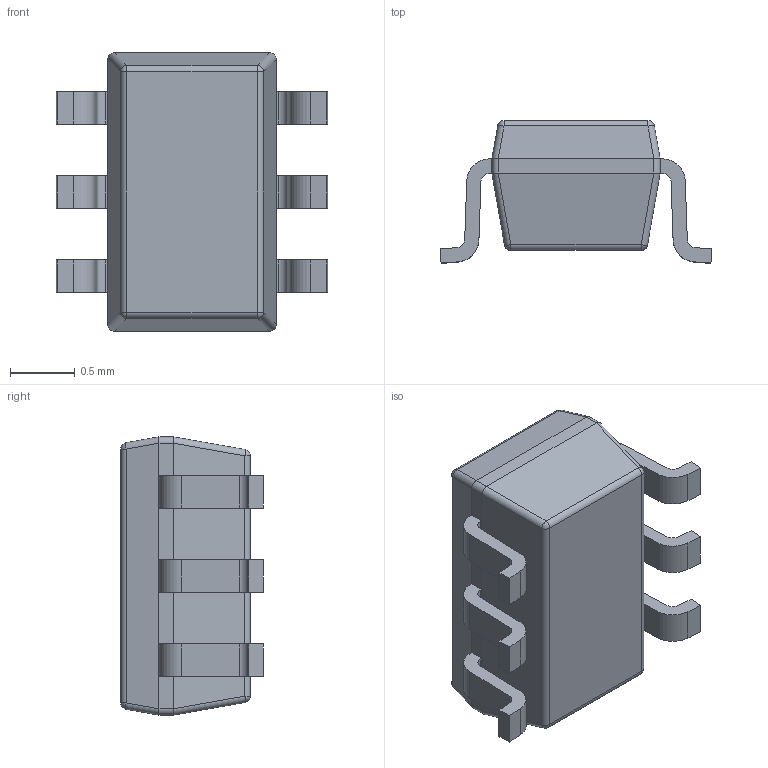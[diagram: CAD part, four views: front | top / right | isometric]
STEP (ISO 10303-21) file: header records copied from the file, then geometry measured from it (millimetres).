
FILE_DESCRIPTION (( 'STEP AP214' ), '1' );
FILE_NAME ('BAS21TWQ-7.STEP', '2023-02-08T11:21:51', ( '' ), ( '' ), 'SwSTEP 2.0', 'SolidWorks 2021', '' );
FILE_SCHEMA (( 'AUTOMOTIVE_DESIGN' ));
Length unit declared in the file: millimetre
Products named in the file (1): BAS21TWQ-7
Bounding box: 2.1 x 1.1 x 2.15 mm (x, y, z)
Volume: 2.7 mm3; surface area: 15.5 mm2
Topology: 7 solids, 7 shells, 126 faces, 320 edges, 200 vertices
Faces by surface type: plane 74, cylinder 44, sphere 8
Entity records: 3784 total; most frequent: CARTESIAN_POINT 711, ORIENTED_EDGE 624, DIRECTION 614, EDGE_CURVE 312, VECTOR 216, LINE 216, VERTEX_POINT 200, AXIS2_PLACEMENT_3D 199
